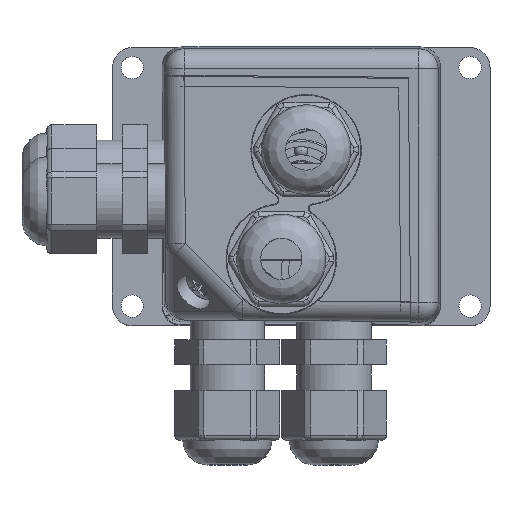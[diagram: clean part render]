
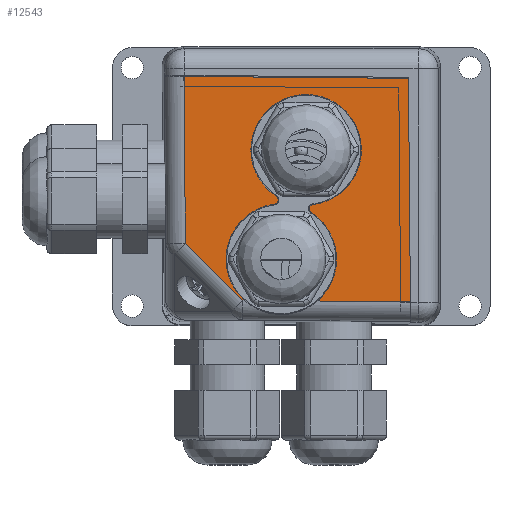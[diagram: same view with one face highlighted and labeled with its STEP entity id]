
A CAD part, top view. The second image highlights one B-rep face of the part: STEP entity #12543.
In plain terms, the highlighted planar face has unit normal (-0.009, -0.009, 1).
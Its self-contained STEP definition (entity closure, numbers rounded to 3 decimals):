
#141=ELLIPSE('',#13696,11.118,11.117);
#142=ELLIPSE('',#13699,0.878,0.878);
#143=ELLIPSE('',#13702,0.88,0.88);
#144=ELLIPSE('',#13705,11.126,11.125);
#145=ELLIPSE('',#13707,11.126,11.125);
#1419=LINE('',#22269,#2516);
#1421=LINE('',#22280,#2518);
#1422=LINE('',#22293,#2519);
#1423=LINE('',#22295,#2520);
#1424=LINE('',#22297,#2521);
#1425=LINE('',#22298,#2522);
#2516=VECTOR('',#17084,0.394);
#2518=VECTOR('',#17094,18.729);
#2519=VECTOR('',#17109,45.182);
#2520=VECTOR('',#17110,45.186);
#2521=VECTOR('',#17111,33.774);
#2522=VECTOR('',#17112,16.281);
#3054=PLANE('',#13724);
#4076=FACE_OUTER_BOUND('',#4983,.T.);
#4983=EDGE_LOOP('',(#11571,#11572,#11573,#11574,#11575,#11576,#11577,#11578,
#11579,#11580,#11581));
#6547=VERTEX_POINT('',#22214);
#6548=VERTEX_POINT('',#22215);
#6551=VERTEX_POINT('',#22223);
#6553=VERTEX_POINT('',#22229);
#6555=VERTEX_POINT('',#22235);
#6556=VERTEX_POINT('',#22238);
#6561=VERTEX_POINT('',#22268);
#6566=VERTEX_POINT('',#22278);
#6571=VERTEX_POINT('',#22292);
#6572=VERTEX_POINT('',#22294);
#6573=VERTEX_POINT('',#22296);
#8228=EDGE_CURVE('',#6547,#6548,#141,.T.);
#8232=EDGE_CURVE('',#6551,#6547,#142,.T.);
#8235=EDGE_CURVE('',#6548,#6553,#143,.T.);
#8238=EDGE_CURVE('',#6553,#6555,#144,.T.);
#8240=EDGE_CURVE('',#6556,#6551,#145,.T.);
#8246=EDGE_CURVE('',#6556,#6561,#1419,.T.);
#8252=EDGE_CURVE('',#6566,#6555,#1421,.T.);
#8257=EDGE_CURVE('',#6571,#6566,#1422,.T.);
#8258=EDGE_CURVE('',#6572,#6571,#1423,.T.);
#8259=EDGE_CURVE('',#6573,#6572,#1424,.T.);
#8260=EDGE_CURVE('',#6561,#6573,#1425,.T.);
#11571=ORIENTED_EDGE('',*,*,#8238,.T.);
#11572=ORIENTED_EDGE('',*,*,#8252,.F.);
#11573=ORIENTED_EDGE('',*,*,#8257,.F.);
#11574=ORIENTED_EDGE('',*,*,#8258,.F.);
#11575=ORIENTED_EDGE('',*,*,#8259,.F.);
#11576=ORIENTED_EDGE('',*,*,#8260,.F.);
#11577=ORIENTED_EDGE('',*,*,#8246,.F.);
#11578=ORIENTED_EDGE('',*,*,#8240,.T.);
#11579=ORIENTED_EDGE('',*,*,#8232,.T.);
#11580=ORIENTED_EDGE('',*,*,#8228,.T.);
#11581=ORIENTED_EDGE('',*,*,#8235,.T.);
#12543=ADVANCED_FACE('',(#4076),#3054,.T.);
#13696=AXIS2_PLACEMENT_3D('',#22216,#17044,#17045);
#13699=AXIS2_PLACEMENT_3D('',#22224,#17052,#17053);
#13702=AXIS2_PLACEMENT_3D('',#22230,#17059,#17060);
#13705=AXIS2_PLACEMENT_3D('',#22236,#17066,#17067);
#13707=AXIS2_PLACEMENT_3D('',#22239,#17070,#17071);
#13724=AXIS2_PLACEMENT_3D('',#22291,#17107,#17108);
#17044=DIRECTION('center_axis',(0.009,0.009,
-1.));
#17045=DIRECTION('ref_axis',(0.707,0.707,0.012));
#17052=DIRECTION('center_axis',(-0.009,-0.009,
1.));
#17053=DIRECTION('ref_axis',(-0.707,-0.707,-0.012));
#17059=DIRECTION('center_axis',(-0.009,-0.009,
1.));
#17060=DIRECTION('ref_axis',(0.707,0.707,0.012));
#17066=DIRECTION('center_axis',(0.009,0.009,
-1.));
#17067=DIRECTION('ref_axis',(0.707,0.707,0.012));
#17070=DIRECTION('center_axis',(0.009,0.009,
-1.));
#17071=DIRECTION('ref_axis',(-0.707,-0.707,-0.012));
#17084=DIRECTION('',(-1.,0.009,-0.009));
#17094=DIRECTION('',(-1.,0.009,-0.009));
#17107=DIRECTION('center_axis',(-0.009,-0.009,
1.));
#17108=DIRECTION('ref_axis',(1.,0.,0.009));
#17109=DIRECTION('',(0.009,-1.,-0.009));
#17110=DIRECTION('',(1.,-0.009,0.009));
#17111=DIRECTION('',(-0.009,1.,0.009));
#17112=DIRECTION('',(-0.707,0.707,0.));
#22214=CARTESIAN_POINT('',(22.984,25.646,55.513));
#22215=CARTESIAN_POINT('',(30.382,23.966,55.563));
#22216=CARTESIAN_POINT('Origin',(28.997,34.997,55.646));
#22223=CARTESIAN_POINT('',(22.618,24.036,55.496));
#22224=CARTESIAN_POINT('Origin',(22.509,24.907,55.503));
#22229=CARTESIAN_POINT('',(30.015,22.353,55.546));
#22230=CARTESIAN_POINT('Origin',(30.491,23.093,55.556));
#22235=CARTESIAN_POINT('',(31.252,4.562,55.403));
#22236=CARTESIAN_POINT('Origin',(23.997,12.997,55.413));
#22238=CARTESIAN_POINT('',(16.598,4.688,55.277));
#22239=CARTESIAN_POINT('Origin',(23.997,12.997,55.413));
#22268=CARTESIAN_POINT('',(16.204,4.691,55.274));
#22269=CARTESIAN_POINT('',(16.598,4.688,55.277));
#22278=CARTESIAN_POINT('',(49.979,4.402,55.563));
#22280=CARTESIAN_POINT('',(49.979,4.402,55.563));
#22291=CARTESIAN_POINT('Origin',(27.191,27.186,55.563));
#22292=CARTESIAN_POINT('',(49.585,49.581,55.95));
#22293=CARTESIAN_POINT('',(49.585,49.581,55.95));
#22294=CARTESIAN_POINT('',(4.402,49.975,55.563));
#22295=CARTESIAN_POINT('',(4.402,49.975,55.563));
#22296=CARTESIAN_POINT('',(4.691,16.204,55.274));
#22297=CARTESIAN_POINT('',(4.691,16.204,55.274));
#22298=CARTESIAN_POINT('',(16.204,4.691,55.274));
